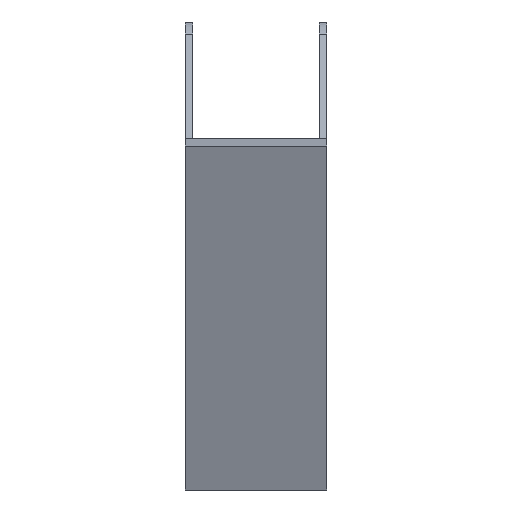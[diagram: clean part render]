
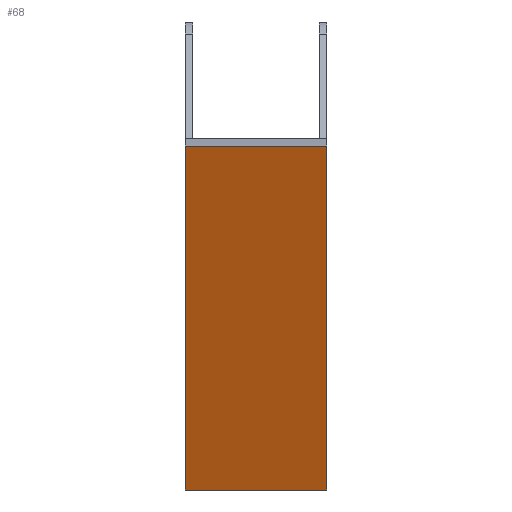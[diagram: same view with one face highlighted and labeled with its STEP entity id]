
A CAD part, front view. The second image highlights one B-rep face of the part: STEP entity #68.
In plain terms, the highlighted planar face has unit normal (0, -0.035, -0.999).
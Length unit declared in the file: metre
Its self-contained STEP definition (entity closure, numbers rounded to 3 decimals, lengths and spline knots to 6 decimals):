
#68 = ADVANCED_FACE( '', ( #131 ), #132, .F. );
#131 = FACE_OUTER_BOUND( '', #186, .T. );
#132 = PLANE( '', #187 );
#186 = EDGE_LOOP( '', ( #325, #326, #327, #328 ) );
#187 = AXIS2_PLACEMENT_3D( '', #329, #330, #331 );
#325 = ORIENTED_EDGE( '', *, *, #373, .T. );
#326 = ORIENTED_EDGE( '', *, *, #396, .T. );
#327 = ORIENTED_EDGE( '', *, *, #381, .F. );
#328 = ORIENTED_EDGE( '', *, *, #364, .T. );
#329 = CARTESIAN_POINT( '', ( -0.201949, 0.391972, 1.669874 ) );
#330 = DIRECTION( '', ( 0., 0.035, 0.999 ) );
#331 = DIRECTION( '', ( 0., -0.999, 0.035 ) );
#364 = EDGE_CURVE( '', #441, #439, #442, .T. );
#373 = EDGE_CURVE( '', #439, #453, #455, .T. );
#381 = EDGE_CURVE( '', #441, #464, #465, .T. );
#396 = EDGE_CURVE( '', #453, #464, #482, .T. );
#439 = VERTEX_POINT( '', #537 );
#441 = VERTEX_POINT( '', #540 );
#442 = LINE( '', #541, #542 );
#453 = VERTEX_POINT( '', #559 );
#455 = LINE( '', #562, #563 );
#464 = VERTEX_POINT( '', #576 );
#465 = LINE( '', #577, #578 );
#482 = LINE( '', #601, #602 );
#537 = CARTESIAN_POINT( '', ( -0.132099, 2.702246, 1.588739 ) );
#540 = CARTESIAN_POINT( '', ( -0.201949, 2.702246, 1.588739 ) );
#541 = CARTESIAN_POINT( '', ( -0.201949, 2.702246, 1.588739 ) );
#542 = VECTOR( '', #635, 1. );
#559 = CARTESIAN_POINT( '', ( -0.132099, -2.121378, 1.75814 ) );
#562 = CARTESIAN_POINT( '', ( -0.132099, 0.391972, 1.669874 ) );
#563 = VECTOR( '', #643, 1. );
#576 = CARTESIAN_POINT( '', ( -0.201949, -2.121378, 1.75814 ) );
#577 = CARTESIAN_POINT( '', ( -0.201949, 0.391972, 1.669874 ) );
#578 = VECTOR( '', #651, 1. );
#601 = CARTESIAN_POINT( '', ( -0.132099, -2.121378, 1.75814 ) );
#602 = VECTOR( '', #661, 1. );
#635 = DIRECTION( '', ( 1., 0., 0. ) );
#643 = DIRECTION( '', ( 0., -0.999, 0.035 ) );
#651 = DIRECTION( '', ( 0., -0.999, 0.035 ) );
#661 = DIRECTION( '', ( -1., 0., 0. ) );
